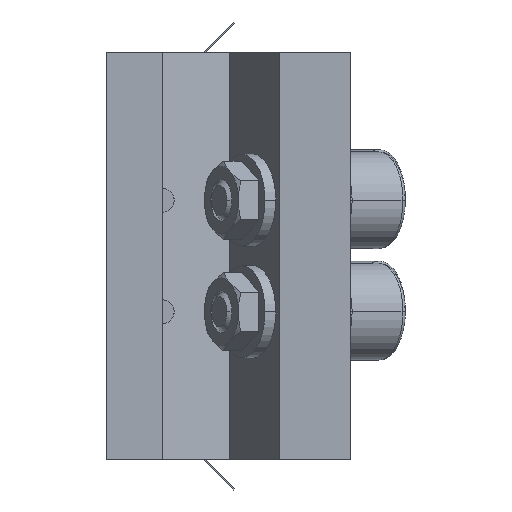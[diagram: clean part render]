
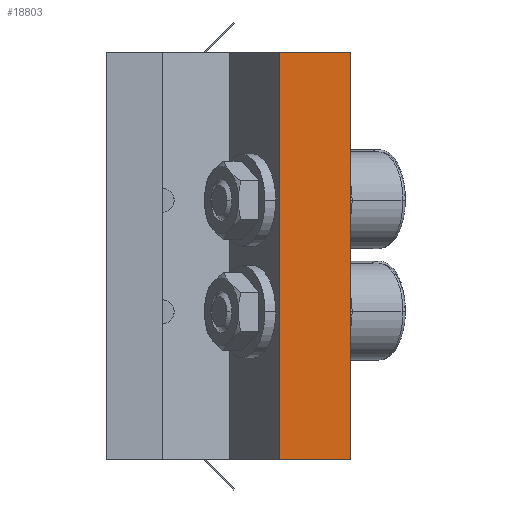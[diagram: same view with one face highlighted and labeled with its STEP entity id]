
A CAD part, left-side view. The second image highlights one B-rep face of the part: STEP entity #18803.
In plain terms, the highlighted planar face has unit normal (-1, 0, 0).
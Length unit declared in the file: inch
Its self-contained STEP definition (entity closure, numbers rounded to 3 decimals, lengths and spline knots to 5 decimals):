
#57 = EDGE_CURVE ( 'NONE', #15576, #2498, #27914, .T. ) ;
#249 = DIRECTION ( 'NONE',  ( 0., -1., 0. ) ) ;
#292 = ORIENTED_EDGE ( 'NONE', *, *, #57, .T. ) ;
#399 = CARTESIAN_POINT ( 'NONE',  ( -1.375, 0.07217, -1.3125 ) ) ;
#1258 = CARTESIAN_POINT ( 'NONE',  ( -1.375, 0.07217, -1.3125 ) ) ;
#2493 = EDGE_LOOP ( 'NONE', ( #17290, #16788, #292, #24354 ) ) ;
#2498 = VERTEX_POINT ( 'NONE', #7845 ) ;
#2523 = DIRECTION ( 'NONE',  ( 0., 0., 1. ) ) ;
#4539 = DIRECTION ( 'NONE',  ( 0., 0., 1. ) ) ;
#6989 = EDGE_CURVE ( 'NONE', #21550, #17758, #18239, .T. ) ;
#7600 = VECTOR ( 'NONE', #249, 39.37008 ) ;
#7845 = CARTESIAN_POINT ( 'NONE',  ( -1.375, -0.385, -1.3125 ) ) ;
#8874 = CARTESIAN_POINT ( 'NONE',  ( -1.375, 0.07217, 1.3125 ) ) ;
#8973 = EDGE_CURVE ( 'NONE', #2498, #17758, #17726, .T. ) ;
#8995 = EDGE_CURVE ( 'NONE', #15576, #21550, #13411, .T. ) ;
#11854 = FACE_OUTER_BOUND ( 'NONE', #2493, .T. ) ;
#13269 = CARTESIAN_POINT ( 'NONE',  ( -1.375, 0.07217, -1.3125 ) ) ;
#13411 = LINE ( 'NONE', #22134, #26022 ) ;
#14585 = DIRECTION ( 'NONE',  ( 0., 0., 1. ) ) ;
#15576 = VERTEX_POINT ( 'NONE', #399 ) ;
#16788 = ORIENTED_EDGE ( 'NONE', *, *, #8995, .F. ) ;
#17290 = ORIENTED_EDGE ( 'NONE', *, *, #6989, .F. ) ;
#17454 = VECTOR ( 'NONE', #22345, 39.37008 ) ;
#17726 = LINE ( 'NONE', #20261, #18365 ) ;
#17758 = VERTEX_POINT ( 'NONE', #21977 ) ;
#18239 = LINE ( 'NONE', #25146, #17454 ) ;
#18365 = VECTOR ( 'NONE', #4539, 39.37008 ) ;
#18803 = ADVANCED_FACE ( 'NONE', ( #11854 ), #20016, .T. ) ;
#20016 = PLANE ( 'NONE',  #28082 ) ;
#20261 = CARTESIAN_POINT ( 'NONE',  ( -1.375, -0.385, -1.3125 ) ) ;
#21550 = VERTEX_POINT ( 'NONE', #8874 ) ;
#21977 = CARTESIAN_POINT ( 'NONE',  ( -1.375, -0.385, 1.3125 ) ) ;
#22134 = CARTESIAN_POINT ( 'NONE',  ( -1.375, 0.07217, -1.3125 ) ) ;
#22345 = DIRECTION ( 'NONE',  ( 0., -1., 0. ) ) ;
#23134 = DIRECTION ( 'NONE',  ( -1., 0., 0. ) ) ;
#24354 = ORIENTED_EDGE ( 'NONE', *, *, #8973, .T. ) ;
#25146 = CARTESIAN_POINT ( 'NONE',  ( -1.375, 0.07217, 1.3125 ) ) ;
#26022 = VECTOR ( 'NONE', #2523, 39.37008 ) ;
#27914 = LINE ( 'NONE', #13269, #7600 ) ;
#28082 = AXIS2_PLACEMENT_3D ( 'NONE', #1258, #23134, #14585 ) ;
